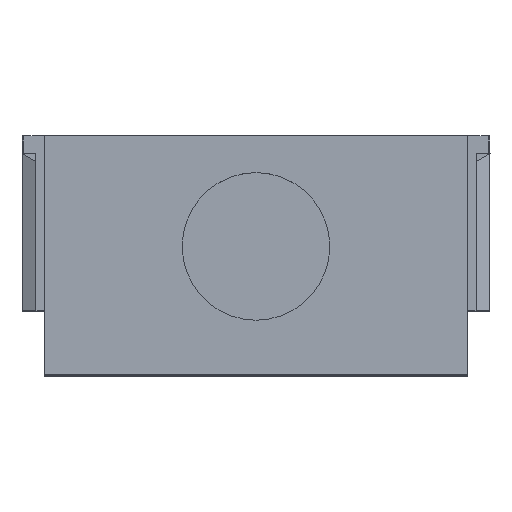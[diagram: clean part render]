
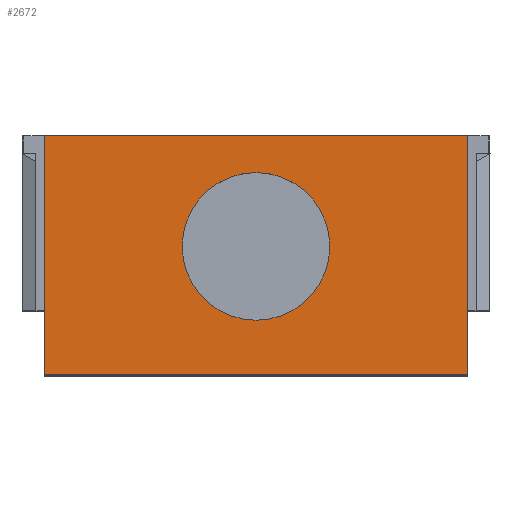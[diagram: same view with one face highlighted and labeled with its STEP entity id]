
A CAD part, top view. The second image highlights one B-rep face of the part: STEP entity #2672.
In plain terms, the highlighted face is planar.
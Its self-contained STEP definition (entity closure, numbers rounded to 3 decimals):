
#66=FACE_BOUND('',#501,.T.);
#186=PLANE('',#2906);
#323=FACE_OUTER_BOUND('',#500,.T.);
#500=EDGE_LOOP('',(#2443,#2444,#2445,#2446));
#501=EDGE_LOOP('',(#2447));
#644=LINE('',#4003,#942);
#656=LINE('',#4027,#954);
#696=LINE('',#4139,#994);
#782=LINE('',#4321,#1080);
#942=VECTOR('',#3267,10.);
#954=VECTOR('',#3287,10.);
#994=VECTOR('',#3391,10.);
#1080=VECTOR('',#3565,10.);
#1174=CIRCLE('',#2902,21.1);
#1293=VERTEX_POINT('',#3997);
#1295=VERTEX_POINT('',#4001);
#1302=VERTEX_POINT('',#4024);
#1303=VERTEX_POINT('',#4026);
#1396=VERTEX_POINT('',#4323);
#1588=EDGE_CURVE('',#1293,#1295,#644,.T.);
#1600=EDGE_CURVE('',#1302,#1303,#656,.T.);
#1656=EDGE_CURVE('',#1303,#1295,#696,.T.);
#1748=EDGE_CURVE('',#1302,#1293,#782,.T.);
#1749=EDGE_CURVE('',#1396,#1396,#1174,.T.);
#2443=ORIENTED_EDGE('',*,*,#1656,.F.);
#2444=ORIENTED_EDGE('',*,*,#1600,.F.);
#2445=ORIENTED_EDGE('',*,*,#1748,.T.);
#2446=ORIENTED_EDGE('',*,*,#1588,.T.);
#2447=ORIENTED_EDGE('',*,*,#1749,.T.);
#2672=ADVANCED_FACE('',(#323,#66),#186,.T.);
#2902=AXIS2_PLACEMENT_3D('',#4324,#3568,#3569);
#2906=AXIS2_PLACEMENT_3D('',#4330,#3577,#3578);
#3267=DIRECTION('',(0.,0.,-1.));
#3287=DIRECTION('',(0.,0.,-1.));
#3391=DIRECTION('',(-1.,0.,0.));
#3565=DIRECTION('',(-1.,0.,0.));
#3568=DIRECTION('center_axis',(0.,1.,0.));
#3569=DIRECTION('ref_axis',(1.,0.,0.));
#3577=DIRECTION('center_axis',(0.,-1.,0.));
#3578=DIRECTION('ref_axis',(1.,0.,0.));
#3997=CARTESIAN_POINT('',(-60.5,-23.1,68.3));
#4001=CARTESIAN_POINT('',(-60.5,-23.1,0.));
#4003=CARTESIAN_POINT('',(-60.5,-23.1,68.3));
#4024=CARTESIAN_POINT('',(60.5,-23.1,68.3));
#4026=CARTESIAN_POINT('',(60.5,-23.1,0.));
#4027=CARTESIAN_POINT('',(60.5,-23.1,68.3));
#4139=CARTESIAN_POINT('',(60.5,-23.1,0.));
#4321=CARTESIAN_POINT('',(60.5,-23.1,68.3));
#4323=CARTESIAN_POINT('',(-21.1,-23.1,36.7));
#4324=CARTESIAN_POINT('Origin',(0.,-23.1,36.7));
#4330=CARTESIAN_POINT('Origin',(-37.4,-23.1,0.));
